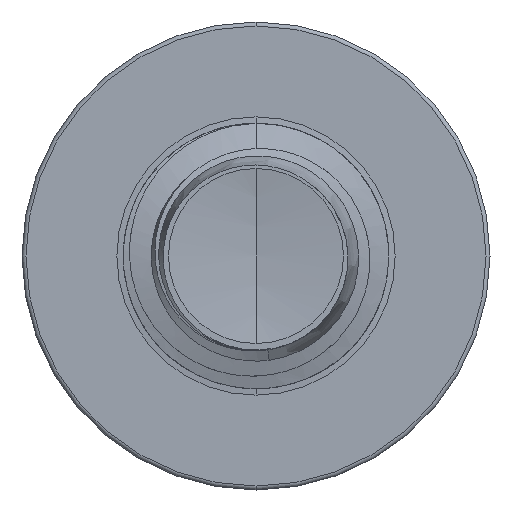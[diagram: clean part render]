
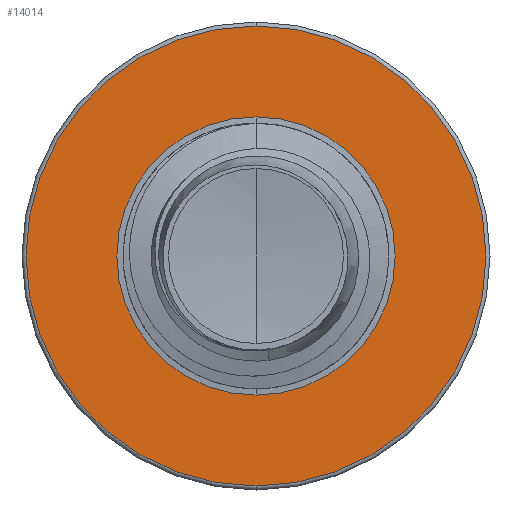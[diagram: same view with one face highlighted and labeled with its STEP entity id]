
A CAD part, front view. The second image highlights one B-rep face of the part: STEP entity #14014.
In plain terms, the highlighted planar face has unit normal (0, -1, 0).
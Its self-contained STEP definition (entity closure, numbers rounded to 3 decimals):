
#984 = ORIENTED_EDGE ( 'NONE', *, *, #21002, .T. ) ;
#1005 = DIRECTION ( 'NONE',  ( 0., 0., 1. ) ) ;
#1378 = AXIS2_PLACEMENT_3D ( 'NONE', #6617, #19468, #8489 ) ;
#1596 = CIRCLE ( 'NONE', #6235, 6.93 ) ;
#1789 = CIRCLE ( 'NONE', #1378, 4.192 ) ;
#2186 = FACE_BOUND ( 'NONE', #21968, .T. ) ;
#2614 = EDGE_LOOP ( 'NONE', ( #14085, #9809 ) ) ;
#3208 = CARTESIAN_POINT ( 'NONE',  ( 0., 17.5, 0. ) ) ;
#4585 = AXIS2_PLACEMENT_3D ( 'NONE', #5516, #22065, #11197 ) ;
#5088 = DIRECTION ( 'NONE',  ( 0., 0., 1. ) ) ;
#5516 = CARTESIAN_POINT ( 'NONE',  ( 0., 17.5, -4.192 ) ) ;
#5736 = FACE_OUTER_BOUND ( 'NONE', #2614, .T. ) ;
#6235 = AXIS2_PLACEMENT_3D ( 'NONE', #23041, #12214, #1005 ) ;
#6601 = CIRCLE ( 'NONE', #8642, 6.93 ) ;
#6617 = CARTESIAN_POINT ( 'NONE',  ( 0., 17.5, 0. ) ) ;
#7268 = CARTESIAN_POINT ( 'NONE',  ( 0., 17.5, 0. ) ) ;
#7596 = EDGE_CURVE ( 'NONE', #20608, #11333, #6601, .T. ) ;
#7805 = AXIS2_PLACEMENT_3D ( 'NONE', #7268, #20086, #9153 ) ;
#8489 = DIRECTION ( 'NONE',  ( 0., 0., 1. ) ) ;
#8642 = AXIS2_PLACEMENT_3D ( 'NONE', #3208, #16088, #5088 ) ;
#9153 = DIRECTION ( 'NONE',  ( 0., 0., 1. ) ) ;
#9347 = PLANE ( 'NONE',  #4585 ) ;
#9809 = ORIENTED_EDGE ( 'NONE', *, *, #21031, .F. ) ;
#9979 = CARTESIAN_POINT ( 'NONE',  ( 0., 17.5, 6.93 ) ) ;
#11197 = DIRECTION ( 'NONE',  ( 0., 0., 1. ) ) ;
#11333 = VERTEX_POINT ( 'NONE', #22295 ) ;
#12214 = DIRECTION ( 'NONE',  ( 0., 1., 0. ) ) ;
#13673 = CARTESIAN_POINT ( 'NONE',  ( 0., 17.5, -4.192 ) ) ;
#14014 = ADVANCED_FACE ( 'NONE', ( #5736, #2186 ), #9347, .F. ) ;
#14085 = ORIENTED_EDGE ( 'NONE', *, *, #7596, .F. ) ;
#15883 = CIRCLE ( 'NONE', #7805, 4.192 ) ;
#16088 = DIRECTION ( 'NONE',  ( 0., 1., 0. ) ) ;
#17037 = EDGE_CURVE ( 'NONE', #18750, #19299, #15883, .T. ) ;
#18750 = VERTEX_POINT ( 'NONE', #13673 ) ;
#19299 = VERTEX_POINT ( 'NONE', #23182 ) ;
#19468 = DIRECTION ( 'NONE',  ( 0., 1., 0. ) ) ;
#20086 = DIRECTION ( 'NONE',  ( 0., 1., 0. ) ) ;
#20608 = VERTEX_POINT ( 'NONE', #9979 ) ;
#20626 = ORIENTED_EDGE ( 'NONE', *, *, #17037, .T. ) ;
#21002 = EDGE_CURVE ( 'NONE', #19299, #18750, #1789, .T. ) ;
#21031 = EDGE_CURVE ( 'NONE', #11333, #20608, #1596, .T. ) ;
#21968 = EDGE_LOOP ( 'NONE', ( #984, #20626 ) ) ;
#22065 = DIRECTION ( 'NONE',  ( 0., 1., 0. ) ) ;
#22295 = CARTESIAN_POINT ( 'NONE',  ( 0., 17.5, -6.93 ) ) ;
#23041 = CARTESIAN_POINT ( 'NONE',  ( 0., 17.5, 0. ) ) ;
#23182 = CARTESIAN_POINT ( 'NONE',  ( 0., 17.5, 4.192 ) ) ;
